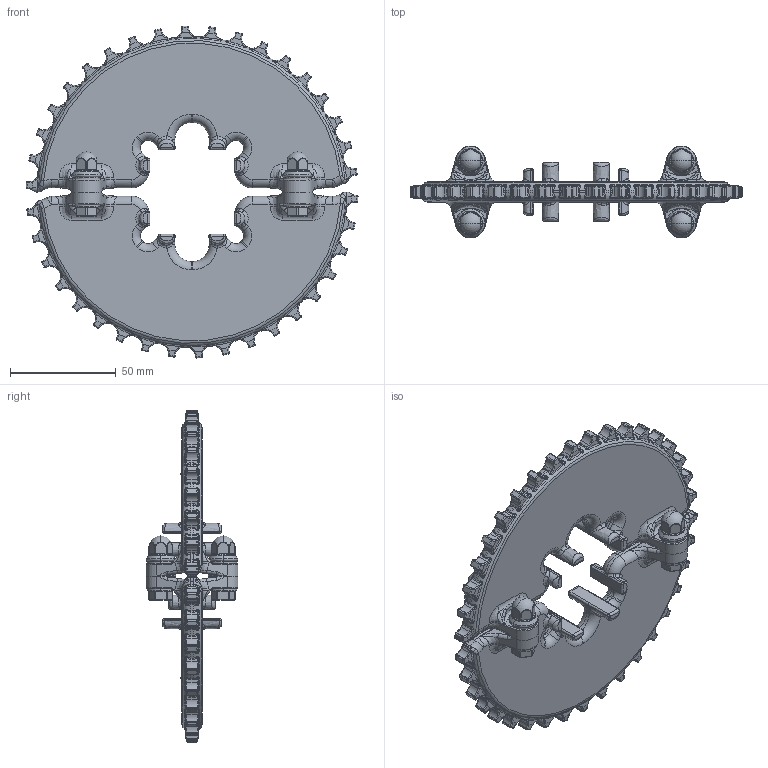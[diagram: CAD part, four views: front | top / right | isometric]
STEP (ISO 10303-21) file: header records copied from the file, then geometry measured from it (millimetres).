
FILE_DESCRIPTION((''),'2;1');
FILE_NAME('UNI_2P-HYG_M-SNB_Z38_T2_40_ASM','2019-06-13T07:25:38',('MTH'),(''),'CREO PARAMETRIC BY PTC INC, 2019030','CREO PARAMETRIC BY PTC INC, 2019030','');
FILE_SCHEMA(('AUTOMOTIVE_DESIGN { 1 0 10303 214 1 1 1 1 }'));
Products named in the file (5): T0520; WASHER; DIN931_M6_A4; DOME_ISO1587_M6; UNI_2P-HYG_M-SNB_Z38_T2_40_ASM
Assembly tree (18 placements, depth 2):
  UNI_2P-HYG_M-SNB_Z38_T2_40_ASM
    T0520  x2
    WASHER  x8
    DIN931_M6_A4  x4
    DOME_ISO1587_M6  x4
Bounding box: 157.31 x 43.55 x 157.31 mm (x, y, z)
Volume: 161115.6 mm3; surface area: 54644.8 mm2
Topology: 18 solids, 22 shells, 3422 faces, 8234 edges, 4848 vertices
Faces by surface type: bspline 1268, cylinder 948, plane 458, torus 452, sphere 164, cone 132
Entity records: 120164 total; most frequent: CARTESIAN_POINT 63463, ORIENTED_EDGE 7280, DIRECTION 6194, PRESENTATION_STYLE_ASSIGNMENT 5400, STYLED_ITEM 5400, CURVE_STYLE 3833, EDGE_CURVE 3642, AXIS2_PLACEMENT_3D 2692
